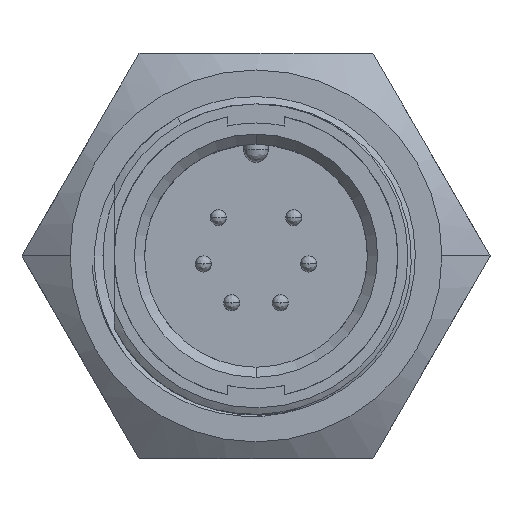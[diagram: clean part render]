
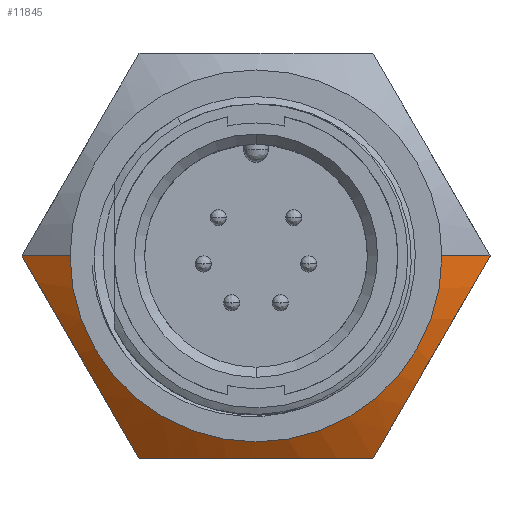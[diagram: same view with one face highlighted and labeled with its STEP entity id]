
A CAD part, top view. The second image highlights one B-rep face of the part: STEP entity #11845.
In plain terms, the highlighted conical face has half-angle 55 degrees and reference radius 14.683 mm.
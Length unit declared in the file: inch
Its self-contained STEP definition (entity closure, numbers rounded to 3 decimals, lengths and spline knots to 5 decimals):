
#356 = CARTESIAN_POINT ( 'NONE',  ( -0.40872, -0.29208, -0.34807 ) ) ;
#530 = DIRECTION ( 'NONE',  ( -1., 0., 0. ) ) ;
#1003 = CARTESIAN_POINT ( 'NONE',  ( 0.44481, -0.22957, -0.3468 ) ) ;
#1146 = AXIS2_PLACEMENT_3D ( 'NONE', #7004, #17896, #8543 ) ;
#1167 = CARTESIAN_POINT ( 'NONE',  ( -0.19482, -0.5, -0.3711 ) ) ;
#1419 = VERTEX_POINT ( 'NONE', #4418 ) ;
#1882 = CARTESIAN_POINT ( 'NONE',  ( -0.37197, -0.35574, -0.35676 ) ) ;
#2265 = B_SPLINE_CURVE_WITH_KNOTS ( 'NONE', 3,
 ( #16495, #5610, #8712, #19615, #10266, #1003, #11850, #2550, #13413, #4119, #14986, #5678 ),
 .UNSPECIFIED., .F., .F.,
 ( 4, 2, 2, 2, 2, 4 ),
 ( 0., 0.00372, 0.00743, 0.00929, 0.01115, 0.01486 ),
 .UNSPECIFIED. ) ;
#2550 = CARTESIAN_POINT ( 'NONE',  ( 0.48189, -0.16534, -0.35306 ) ) ;
#2720 = CARTESIAN_POINT ( 'NONE',  ( -0.05056, -0.5, -0.34692 ) ) ;
#3442 = CARTESIAN_POINT ( 'NONE',  ( -0.31209, -0.45945, -0.38461 ) ) ;
#3549 = EDGE_CURVE ( 'NONE', #12021, #1419, #6993, .T. ) ;
#4119 = CARTESIAN_POINT ( 'NONE',  ( 0.53024, -0.08159, -0.37098 ) ) ;
#4195 = ORIENTED_EDGE ( 'NONE', *, *, #7980, .T. ) ;
#4255 = FACE_OUTER_BOUND ( 'NONE', #14632, .T. ) ;
#4278 = CARTESIAN_POINT ( 'NONE',  ( 0.04858, -0.5, -0.34807 ) ) ;
#4318 = CARTESIAN_POINT ( 'NONE',  ( 0.57735, 0., -0.401 ) ) ;
#4418 = CARTESIAN_POINT ( 'NONE',  ( -0.28868, -0.5, -0.401 ) ) ;
#4944 = CARTESIAN_POINT ( 'NONE',  ( -0.55401, -0.04043, -0.38465 ) ) ;
#5184 = B_SPLINE_CURVE_WITH_KNOTS ( 'NONE', 3,
 ( #10435, #8878, #1167, #12018, #2720, #13582, #4278, #15160, #5844, #16730, #7396, #18292 ),
 .UNSPECIFIED., .F., .F.,
 ( 4, 2, 2, 2, 2, 4 ),
 ( 0., 0.00372, 0.00743, 0.00929, 0.01115, 0.01486 ),
 .UNSPECIFIED. ) ;
#5610 = CARTESIAN_POINT ( 'NONE',  ( 0.31202, -0.45957, -0.38465 ) ) ;
#5678 = CARTESIAN_POINT ( 'NONE',  ( 0.57735, 0., -0.401 ) ) ;
#5844 = CARTESIAN_POINT ( 'NONE',  ( 0.12209, -0.5, -0.35676 ) ) ;
#6008 = VERTEX_POINT ( 'NONE', #9556 ) ;
#6302 = EDGE_CURVE ( 'NONE', #1419, #6008, #5184, .T. ) ;
#6515 = ORIENTED_EDGE ( 'NONE', *, *, #17015, .T. ) ;
#6993 = B_SPLINE_CURVE_WITH_KNOTS ( 'NONE', 3,
 ( #15826, #4944, #17391, #8043, #18956, #9602, #356, #11174, #1882, #12730, #3442, #14313 ),
 .UNSPECIFIED., .F., .F.,
 ( 4, 2, 2, 2, 2, 4 ),
 ( 0., 0.00372, 0.00743, 0.00929, 0.01115, 0.01486 ),
 .UNSPECIFIED. ) ;
#7004 = CARTESIAN_POINT ( 'NONE',  ( 0., 0., -0.318 ) ) ;
#7396 = CARTESIAN_POINT ( 'NONE',  ( 0.24185, -0.5, -0.38461 ) ) ;
#7422 = DIRECTION ( 'NONE',  ( -0.819, 0., -0.574 ) ) ;
#7883 = CONICAL_SURFACE ( 'NONE', #16692, 0.57806, 0.96 ) ;
#7980 = EDGE_CURVE ( 'NONE', #19429, #12021, #17081, .T. ) ;
#8043 = CARTESIAN_POINT ( 'NONE',  ( -0.48257, -0.16416, -0.3522 ) ) ;
#8543 = DIRECTION ( 'NONE',  ( -1., 0., 0. ) ) ;
#8712 = CARTESIAN_POINT ( 'NONE',  ( 0.3356, -0.41872, -0.3711 ) ) ;
#8765 = VECTOR ( 'NONE', #7422, 39.37008 ) ;
#8878 = CARTESIAN_POINT ( 'NONE',  ( -0.24199, -0.5, -0.38465 ) ) ;
#9556 = CARTESIAN_POINT ( 'NONE',  ( 0.28868, -0.5, -0.401 ) ) ;
#9565 = DIRECTION ( 'NONE',  ( 0.819, 0., -0.574 ) ) ;
#9602 = CARTESIAN_POINT ( 'NONE',  ( -0.42122, -0.27043, -0.3468 ) ) ;
#10266 = CARTESIAN_POINT ( 'NONE',  ( 0.40773, -0.29379, -0.34692 ) ) ;
#10435 = CARTESIAN_POINT ( 'NONE',  ( -0.28868, -0.5, -0.401 ) ) ;
#10811 = CARTESIAN_POINT ( 'NONE',  ( 0.57806, 0., -0.4015 ) ) ;
#11038 = CARTESIAN_POINT ( 'NONE',  ( 0.45881, 0., -0.318 ) ) ;
#11152 = CIRCLE ( 'NONE', #1146, 0.45881 ) ;
#11174 = CARTESIAN_POINT ( 'NONE',  ( -0.38413, -0.33466, -0.35306 ) ) ;
#11845 = ADVANCED_FACE ( 'NONE', ( #4255 ), #7883, .T. ) ;
#11850 = CARTESIAN_POINT ( 'NONE',  ( 0.4573, -0.20792, -0.34807 ) ) ;
#12018 = CARTESIAN_POINT ( 'NONE',  ( -0.09912, -0.5, -0.3522 ) ) ;
#12021 = VERTEX_POINT ( 'NONE', #13187 ) ;
#12294 = ORIENTED_EDGE ( 'NONE', *, *, #3549, .T. ) ;
#12523 = ORIENTED_EDGE ( 'NONE', *, *, #6302, .T. ) ;
#12730 = CARTESIAN_POINT ( 'NONE',  ( -0.33578, -0.41841, -0.37098 ) ) ;
#12863 = CARTESIAN_POINT ( 'NONE',  ( 0., 0., -0.4015 ) ) ;
#13187 = CARTESIAN_POINT ( 'NONE',  ( -0.57735, 0., -0.401 ) ) ;
#13413 = CARTESIAN_POINT ( 'NONE',  ( 0.49406, -0.14426, -0.35676 ) ) ;
#13582 = CARTESIAN_POINT ( 'NONE',  ( 0.02359, -0.5, -0.3468 ) ) ;
#13873 = CARTESIAN_POINT ( 'NONE',  ( -0.45881, 0., -0.318 ) ) ;
#14182 = VERTEX_POINT ( 'NONE', #11038 ) ;
#14313 = CARTESIAN_POINT ( 'NONE',  ( -0.28868, -0.5, -0.401 ) ) ;
#14433 = DIRECTION ( 'NONE',  ( 0., 0., -1. ) ) ;
#14632 = EDGE_LOOP ( 'NONE', ( #15659, #20031, #4195, #12294, #12523, #6515 ) ) ;
#14986 = CARTESIAN_POINT ( 'NONE',  ( 0.55394, -0.04055, -0.38461 ) ) ;
#15160 = CARTESIAN_POINT ( 'NONE',  ( 0.09776, -0.5, -0.35306 ) ) ;
#15659 = ORIENTED_EDGE ( 'NONE', *, *, #17260, .F. ) ;
#15780 = VECTOR ( 'NONE', #9565, 39.37008 ) ;
#15826 = CARTESIAN_POINT ( 'NONE',  ( -0.57735, 0., -0.401 ) ) ;
#16224 = EDGE_CURVE ( 'NONE', #14182, #19429, #11152, .T. ) ;
#16495 = CARTESIAN_POINT ( 'NONE',  ( 0.28868, -0.5, -0.401 ) ) ;
#16692 = AXIS2_PLACEMENT_3D ( 'NONE', #12863, #14433, #530 ) ;
#16730 = CARTESIAN_POINT ( 'NONE',  ( 0.19446, -0.5, -0.37098 ) ) ;
#16836 = CARTESIAN_POINT ( 'NONE',  ( -0.57806, 0., -0.4015 ) ) ;
#17015 = EDGE_CURVE ( 'NONE', #6008, #20086, #2265, .T. ) ;
#17081 = LINE ( 'NONE', #16836, #8765 ) ;
#17260 = EDGE_CURVE ( 'NONE', #14182, #20086, #19923, .T. ) ;
#17391 = CARTESIAN_POINT ( 'NONE',  ( -0.53042, -0.08128, -0.3711 ) ) ;
#17896 = DIRECTION ( 'NONE',  ( 0., 0., -1. ) ) ;
#18292 = CARTESIAN_POINT ( 'NONE',  ( 0.28868, -0.5, -0.401 ) ) ;
#18956 = CARTESIAN_POINT ( 'NONE',  ( -0.45829, -0.20621, -0.34692 ) ) ;
#19429 = VERTEX_POINT ( 'NONE', #13873 ) ;
#19615 = CARTESIAN_POINT ( 'NONE',  ( 0.38345, -0.33584, -0.3522 ) ) ;
#19923 = LINE ( 'NONE', #10811, #15780 ) ;
#20031 = ORIENTED_EDGE ( 'NONE', *, *, #16224, .T. ) ;
#20086 = VERTEX_POINT ( 'NONE', #4318 ) ;
